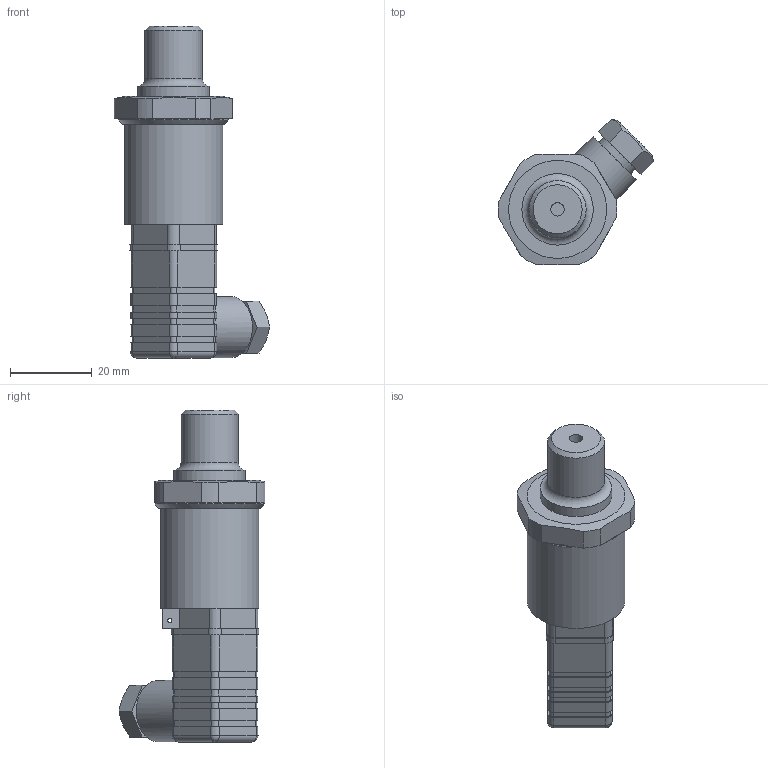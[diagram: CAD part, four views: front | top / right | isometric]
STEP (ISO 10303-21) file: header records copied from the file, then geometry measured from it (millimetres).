
FILE_DESCRIPTION (( 'STEP AP214' ), '1' );
FILE_NAME ('SPT25-20-1500D.STEP', '2012-03-30T18:40:31', ( ' ' ), ( ' ' ), 'SwSTEP 2.0', 'SolidWorks 2011', '' );
FILE_SCHEMA (( 'AUTOMOTIVE_DESIGN' ));
Length unit declared in the file: millimetre
Products named in the file (1): SPT25-20-1500D
Bounding box: 38.01 x 35.71 x 81.25 mm (x, y, z)
Volume: 27899.6 mm3; surface area: 10133.8 mm2
Topology: 5 solids, 5 shells, 170 faces, 440 edges, 288 vertices
Faces by surface type: plane 96, cylinder 64, cone 4, sphere 4, torus 2
Full cylindrical faces by diameter (mm): 1 x1, 3.3 x1, 7 x2, 8 x1, 11 x1, 14 x1, 15 x1, 17.5 x1, 24 x1, 26.75 x1
Entity records: 5270 total; most frequent: CARTESIAN_POINT 1071, DIRECTION 855, ORIENTED_EDGE 824, EDGE_CURVE 412, AXIS2_PLACEMENT_3D 304, VERTEX_POINT 279, VECTOR 247, LINE 247
